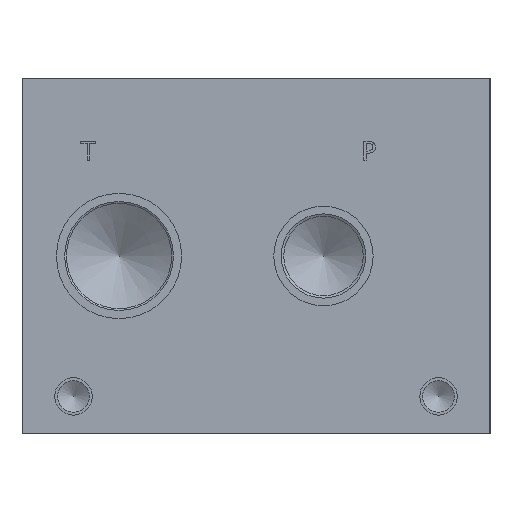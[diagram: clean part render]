
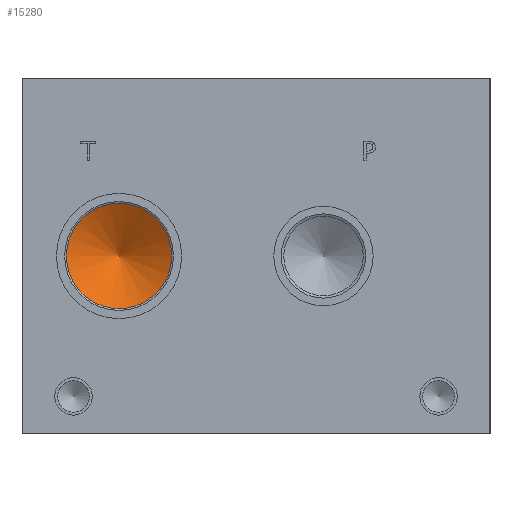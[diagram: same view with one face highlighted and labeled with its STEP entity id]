
A CAD part, left-side view. The second image highlights one B-rep face of the part: STEP entity #15280.
In plain terms, the highlighted conical face has half-angle 60 degrees and reference radius 8.928 mm.
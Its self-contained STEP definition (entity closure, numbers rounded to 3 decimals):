
#144=CONICAL_SURFACE('',#16017,8.928,1.047);
#475=CIRCLE('',#16018,17.856);
#476=CIRCLE('',#16019,17.856);
#1921=FACE_OUTER_BOUND('',#2806,.T.);
#2806=EDGE_LOOP('',(#12692,#12693,#12694,#12695));
#4293=LINE('',#25633,#5656);
#5656=VECTOR('',#18803,8.928);
#6934=VERTEX_POINT('',#25629);
#6935=VERTEX_POINT('',#25630);
#6936=VERTEX_POINT('',#25632);
#8966=EDGE_CURVE('',#6934,#6935,#475,.T.);
#8967=EDGE_CURVE('',#6935,#6936,#4293,.T.);
#8968=EDGE_CURVE('',#6935,#6934,#476,.T.);
#12692=ORIENTED_EDGE('',*,*,#8966,.T.);
#12693=ORIENTED_EDGE('',*,*,#8967,.T.);
#12694=ORIENTED_EDGE('',*,*,#8967,.F.);
#12695=ORIENTED_EDGE('',*,*,#8968,.T.);
#15280=ADVANCED_FACE('',(#1921),#144,.F.);
#16017=AXIS2_PLACEMENT_3D('',#25628,#18799,#18800);
#16018=AXIS2_PLACEMENT_3D('',#25631,#18801,#18802);
#16019=AXIS2_PLACEMENT_3D('',#25634,#18804,#18805);
#18799=DIRECTION('center_axis',(-1.,0.,0.));
#18800=DIRECTION('ref_axis',(0.,1.,0.));
#18801=DIRECTION('center_axis',(-1.,0.,0.));
#18802=DIRECTION('ref_axis',(0.,1.,0.));
#18803=DIRECTION('',(0.5,0.866,0.));
#18804=DIRECTION('center_axis',(-1.,0.,0.));
#18805=DIRECTION('ref_axis',(0.,1.,0.));
#25628=CARTESIAN_POINT('Origin',(46.365,125.832,60.325));
#25629=CARTESIAN_POINT('',(41.21,143.688,60.325));
#25630=CARTESIAN_POINT('',(41.21,107.975,60.325));
#25631=CARTESIAN_POINT('Origin',(41.21,125.832,60.325));
#25632=CARTESIAN_POINT('',(51.519,125.832,60.325));
#25633=CARTESIAN_POINT('',(46.365,116.904,60.325));
#25634=CARTESIAN_POINT('Origin',(41.21,125.832,60.325));
